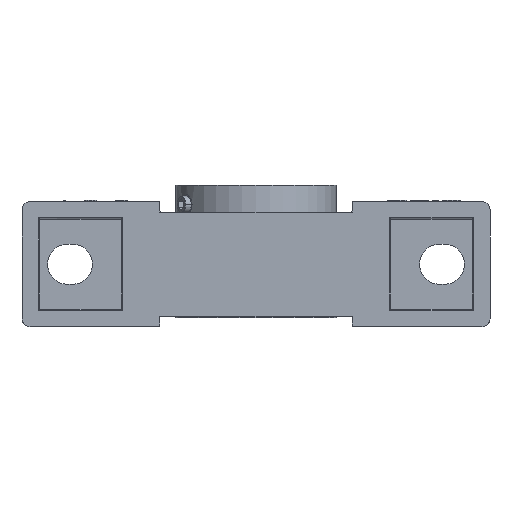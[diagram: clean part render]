
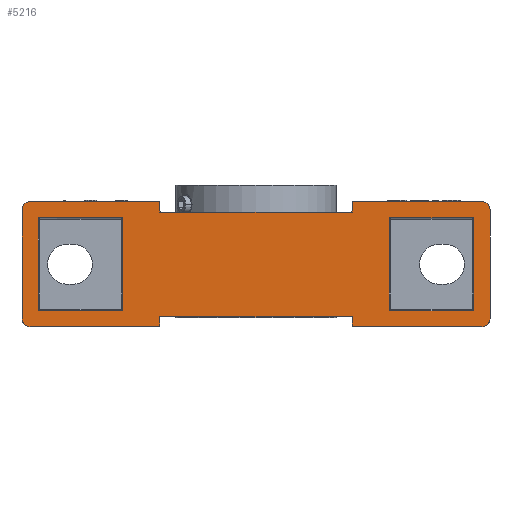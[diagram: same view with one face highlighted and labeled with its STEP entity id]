
A CAD part, front view. The second image highlights one B-rep face of the part: STEP entity #5216.
In plain terms, the highlighted planar face has unit normal (0, -1, 0).
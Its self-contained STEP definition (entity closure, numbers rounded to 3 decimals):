
#2=DIRECTION('',(0.,0.,1.));
#3=VECTOR('',#2,57.);
#4=CARTESIAN_POINT('',(-83.,-87.,-29.));
#5=LINE('',#4,#3);
#6=DIRECTION('',(-1.,0.,0.));
#7=VECTOR('',#6,52.);
#8=CARTESIAN_POINT('',(-84.,-87.,29.));
#9=LINE('',#8,#7);
#10=DIRECTION('',(0.,0.,-1.));
#11=VECTOR('',#10,58.);
#12=CARTESIAN_POINT('',(-136.,-87.,29.));
#13=LINE('',#12,#11);
#14=DIRECTION('',(1.,0.,0.));
#15=VECTOR('',#14,53.);
#16=CARTESIAN_POINT('',(-136.,-87.,-29.));
#17=LINE('',#16,#15);
#18=DIRECTION('',(0.,0.,1.));
#19=VECTOR('',#18,56.);
#20=CARTESIAN_POINT('',(136.,-87.,-28.));
#21=LINE('',#20,#19);
#22=DIRECTION('',(-1.,0.,0.));
#23=VECTOR('',#22,51.);
#24=CARTESIAN_POINT('',(135.,-87.,29.));
#25=LINE('',#24,#23);
#26=DIRECTION('',(0.,0.,-1.));
#27=VECTOR('',#26,56.);
#28=CARTESIAN_POINT('',(83.,-87.,28.));
#29=LINE('',#28,#27);
#30=DIRECTION('',(1.,0.,0.));
#31=VECTOR('',#30,51.);
#32=CARTESIAN_POINT('',(84.,-87.,-29.));
#33=LINE('',#32,#31);
#34=CARTESIAN_POINT('',(141.,-87.,-34.));
#35=DIRECTION('',(0.,-1.,0.));
#36=DIRECTION('',(0.,0.,-1.));
#37=AXIS2_PLACEMENT_3D('',#34,#35,#36);
#39=DIRECTION('',(-1.,0.,0.));
#40=VECTOR('',#39,80.);
#41=CARTESIAN_POINT('',(141.,-87.,-39.));
#42=LINE('',#41,#40);
#43=CARTESIAN_POINT('',(61.,-87.,-38.));
#44=DIRECTION('',(0.,-1.,0.));
#45=DIRECTION('',(-1.,0.,0.));
#46=AXIS2_PLACEMENT_3D('',#43,#44,#45);
#48=DIRECTION('',(1.,0.,0.));
#49=VECTOR('',#48,120.);
#50=CARTESIAN_POINT('',(-60.,-87.,-32.6));
#51=LINE('',#50,#49);
#52=CARTESIAN_POINT('',(-61.,-87.,-38.));
#53=DIRECTION('',(0.,-1.,0.));
#54=DIRECTION('',(0.,0.,-1.));
#55=AXIS2_PLACEMENT_3D('',#52,#53,#54);
#57=DIRECTION('',(-1.,0.,0.));
#58=VECTOR('',#57,80.);
#59=CARTESIAN_POINT('',(-61.,-87.,-39.));
#60=LINE('',#59,#58);
#61=CARTESIAN_POINT('',(-141.,-87.,-34.));
#62=DIRECTION('',(0.,-1.,0.));
#63=DIRECTION('',(-1.,0.,0.));
#64=AXIS2_PLACEMENT_3D('',#61,#62,#63);
#66=DIRECTION('',(0.,0.,1.));
#67=VECTOR('',#66,68.);
#68=CARTESIAN_POINT('',(-146.,-87.,-34.));
#69=LINE('',#68,#67);
#70=CARTESIAN_POINT('',(-141.,-87.,34.));
#71=DIRECTION('',(0.,-1.,0.));
#72=DIRECTION('',(0.,0.,1.));
#73=AXIS2_PLACEMENT_3D('',#70,#71,#72);
#75=DIRECTION('',(1.,0.,0.));
#76=VECTOR('',#75,80.);
#77=CARTESIAN_POINT('',(-141.,-87.,39.));
#78=LINE('',#77,#76);
#79=CARTESIAN_POINT('',(-61.,-87.,38.));
#80=DIRECTION('',(0.,-1.,0.));
#81=DIRECTION('',(1.,0.,0.));
#82=AXIS2_PLACEMENT_3D('',#79,#80,#81);
#84=DIRECTION('',(-1.,0.,0.));
#85=VECTOR('',#84,120.);
#86=CARTESIAN_POINT('',(60.,-87.,32.6));
#87=LINE('',#86,#85);
#88=DIRECTION('',(1.,0.,0.));
#89=VECTOR('',#88,81.);
#90=CARTESIAN_POINT('',(60.,-87.,39.));
#91=LINE('',#90,#89);
#92=CARTESIAN_POINT('',(141.,-87.,34.));
#93=DIRECTION('',(0.,-1.,0.));
#94=DIRECTION('',(1.,0.,0.));
#95=AXIS2_PLACEMENT_3D('',#92,#93,#94);
#97=DIRECTION('',(0.,0.,-1.));
#98=VECTOR('',#97,68.);
#99=CARTESIAN_POINT('',(146.,-87.,34.));
#100=LINE('',#99,#98);
#113=CARTESIAN_POINT('',(-84.,-87.,28.));
#114=DIRECTION('',(0.,1.,0.));
#115=DIRECTION('',(0.,0.,1.));
#116=AXIS2_PLACEMENT_3D('',#113,#114,#115);
#3075=DIRECTION('',(0.,0.,-1.));
#3076=VECTOR('',#3075,6.4);
#3077=CARTESIAN_POINT('',(60.,-87.,39.));
#3078=LINE('',#3077,#3076);
#3270=DIRECTION('',(0.,0.,-1.));
#3271=VECTOR('',#3270,5.4);
#3272=CARTESIAN_POINT('',(60.,-87.,-32.6));
#3273=LINE('',#3272,#3271);
#3484=DIRECTION('',(0.,0.,1.));
#3485=VECTOR('',#3484,5.4);
#3486=CARTESIAN_POINT('',(-60.,-87.,32.6));
#3487=LINE('',#3486,#3485);
#3803=DIRECTION('',(0.,0.,1.));
#3804=VECTOR('',#3803,5.4);
#3805=CARTESIAN_POINT('',(-60.,-87.,-38.));
#3806=LINE('',#3805,#3804);
#3843=CARTESIAN_POINT('',(84.,-87.,-28.));
#3844=DIRECTION('',(0.,1.,0.));
#3845=DIRECTION('',(0.,0.,-1.));
#3846=AXIS2_PLACEMENT_3D('',#3843,#3844,#3845);
#3860=CARTESIAN_POINT('',(84.,-87.,28.));
#3861=DIRECTION('',(0.,1.,0.));
#3862=DIRECTION('',(-1.,0.,0.));
#3863=AXIS2_PLACEMENT_3D('',#3860,#3861,#3862);
#3877=CARTESIAN_POINT('',(135.,-87.,28.));
#3878=DIRECTION('',(0.,1.,0.));
#3879=DIRECTION('',(0.,0.,1.));
#3880=AXIS2_PLACEMENT_3D('',#3877,#3878,#3879);
#3894=CARTESIAN_POINT('',(135.,-87.,-28.));
#3895=DIRECTION('',(0.,1.,0.));
#3896=DIRECTION('',(1.,0.,0.));
#3897=AXIS2_PLACEMENT_3D('',#3894,#3895,#3896);
#3967=CARTESIAN_POINT('',(-60.,-87.,-32.6));
#3968=CARTESIAN_POINT('',(60.,-87.,-32.6));
#3969=VERTEX_POINT('',#3967);
#3970=VERTEX_POINT('',#3968);
#3971=CARTESIAN_POINT('',(60.,-87.,32.6));
#3972=CARTESIAN_POINT('',(-60.,-87.,32.6));
#3973=VERTEX_POINT('',#3971);
#3974=VERTEX_POINT('',#3972);
#3987=CARTESIAN_POINT('',(60.,-87.,39.));
#3988=VERTEX_POINT('',#3987);
#4045=CARTESIAN_POINT('',(-136.,-87.,29.));
#4046=CARTESIAN_POINT('',(-136.,-87.,-29.));
#4047=VERTEX_POINT('',#4045);
#4048=VERTEX_POINT('',#4046);
#4049=CARTESIAN_POINT('',(-83.,-87.,-29.));
#4050=VERTEX_POINT('',#4049);
#4071=CARTESIAN_POINT('',(-61.,-87.,-39.));
#4072=CARTESIAN_POINT('',(-60.,-87.,-38.));
#4073=VERTEX_POINT('',#4071);
#4074=VERTEX_POINT('',#4072);
#4093=CARTESIAN_POINT('',(-60.,-87.,38.));
#4094=CARTESIAN_POINT('',(-61.,-87.,39.));
#4095=VERTEX_POINT('',#4093);
#4096=VERTEX_POINT('',#4094);
#4099=CARTESIAN_POINT('',(60.,-87.,-38.));
#4100=CARTESIAN_POINT('',(61.,-87.,-39.));
#4101=VERTEX_POINT('',#4099);
#4102=VERTEX_POINT('',#4100);
#4145=CARTESIAN_POINT('',(-83.,-87.,28.));
#4147=VERTEX_POINT('',#4145);
#4149=CARTESIAN_POINT('',(-84.,-87.,29.));
#4150=VERTEX_POINT('',#4149);
#4159=CARTESIAN_POINT('',(136.,-87.,28.));
#4161=VERTEX_POINT('',#4159);
#4163=CARTESIAN_POINT('',(135.,-87.,29.));
#4165=VERTEX_POINT('',#4163);
#4167=CARTESIAN_POINT('',(83.,-87.,-28.));
#4169=VERTEX_POINT('',#4167);
#4171=CARTESIAN_POINT('',(84.,-87.,-29.));
#4173=VERTEX_POINT('',#4171);
#4181=CARTESIAN_POINT('',(135.,-87.,-29.));
#4182=VERTEX_POINT('',#4181);
#4183=CARTESIAN_POINT('',(136.,-87.,-28.));
#4185=VERTEX_POINT('',#4183);
#4193=CARTESIAN_POINT('',(84.,-87.,29.));
#4194=VERTEX_POINT('',#4193);
#4195=CARTESIAN_POINT('',(83.,-87.,28.));
#4197=VERTEX_POINT('',#4195);
#4823=CARTESIAN_POINT('',(141.,-87.,-39.));
#4824=CARTESIAN_POINT('',(146.,-87.,-34.));
#4825=VERTEX_POINT('',#4823);
#4826=VERTEX_POINT('',#4824);
#4834=CARTESIAN_POINT('',(146.,-87.,34.));
#4835=CARTESIAN_POINT('',(141.,-87.,39.));
#4836=VERTEX_POINT('',#4834);
#4837=VERTEX_POINT('',#4835);
#4845=CARTESIAN_POINT('',(-146.,-87.,-34.));
#4846=CARTESIAN_POINT('',(-141.,-87.,-39.));
#4847=VERTEX_POINT('',#4845);
#4848=VERTEX_POINT('',#4846);
#4858=CARTESIAN_POINT('',(-146.,-87.,34.));
#4859=VERTEX_POINT('',#4858);
#4860=CARTESIAN_POINT('',(-141.,-87.,39.));
#4861=VERTEX_POINT('',#4860);
#5141=CARTESIAN_POINT('',(0.,-87.,0.));
#5142=DIRECTION('',(0.,1.,0.));
#5143=DIRECTION('',(1.,0.,0.));
#5144=AXIS2_PLACEMENT_3D('',#5141,#5142,#5143);
#5145=PLANE('',#5144);
#5147=ORIENTED_EDGE('',*,*,#5146,.F.);
#5149=ORIENTED_EDGE('',*,*,#5148,.T.);
#5151=ORIENTED_EDGE('',*,*,#5150,.F.);
#5153=ORIENTED_EDGE('',*,*,#5152,.F.);
#5155=ORIENTED_EDGE('',*,*,#5154,.F.);
#5157=ORIENTED_EDGE('',*,*,#5156,.F.);
#5159=ORIENTED_EDGE('',*,*,#5158,.F.);
#5161=ORIENTED_EDGE('',*,*,#5160,.T.);
#5163=ORIENTED_EDGE('',*,*,#5162,.F.);
#5165=ORIENTED_EDGE('',*,*,#5164,.T.);
#5167=ORIENTED_EDGE('',*,*,#5166,.F.);
#5169=ORIENTED_EDGE('',*,*,#5168,.T.);
#5171=ORIENTED_EDGE('',*,*,#5170,.F.);
#5173=ORIENTED_EDGE('',*,*,#5172,.F.);
#5175=ORIENTED_EDGE('',*,*,#5174,.F.);
#5177=ORIENTED_EDGE('',*,*,#5176,.F.);
#5179=ORIENTED_EDGE('',*,*,#5178,.T.);
#5181=ORIENTED_EDGE('',*,*,#5180,.F.);
#5183=ORIENTED_EDGE('',*,*,#5182,.T.);
#5184=EDGE_LOOP('',(#5147,#5149,#5151,#5153,#5155,#5157,#5159,#5161,#5163,#5165,
#5167,#5169,#5171,#5173,#5175,#5177,#5179,#5181,#5183));
#5185=FACE_OUTER_BOUND('',#5184,.F.);
#5187=ORIENTED_EDGE('',*,*,#5186,.T.);
#5189=ORIENTED_EDGE('',*,*,#5188,.F.);
#5191=ORIENTED_EDGE('',*,*,#5190,.T.);
#5193=ORIENTED_EDGE('',*,*,#5192,.F.);
#5195=ORIENTED_EDGE('',*,*,#5194,.T.);
#5197=ORIENTED_EDGE('',*,*,#5196,.F.);
#5199=ORIENTED_EDGE('',*,*,#5198,.T.);
#5201=ORIENTED_EDGE('',*,*,#5200,.F.);
#5202=EDGE_LOOP('',(#5187,#5189,#5191,#5193,#5195,#5197,#5199,#5201));
#5203=FACE_BOUND('',#5202,.F.);
#5205=ORIENTED_EDGE('',*,*,#5204,.T.);
#5207=ORIENTED_EDGE('',*,*,#5206,.F.);
#5209=ORIENTED_EDGE('',*,*,#5208,.T.);
#5211=ORIENTED_EDGE('',*,*,#5210,.T.);
#5213=ORIENTED_EDGE('',*,*,#5212,.T.);
#5214=EDGE_LOOP('',(#5205,#5207,#5209,#5211,#5213));
#5215=FACE_BOUND('',#5214,.F.);
#5216=ADVANCED_FACE('',(#5185,#5203,#5215),#5145,.F.);
#38=CIRCLE('',#37,5.);
#47=CIRCLE('',#46,1.);
#56=CIRCLE('',#55,1.);
#65=CIRCLE('',#64,5.);
#74=CIRCLE('',#73,5.);
#83=CIRCLE('',#82,1.);
#96=CIRCLE('',#95,5.);
#117=CIRCLE('',#116,1.);
#3847=CIRCLE('',#3846,1.);
#3864=CIRCLE('',#3863,1.);
#3881=CIRCLE('',#3880,1.);
#3898=CIRCLE('',#3897,1.);
#5146=EDGE_CURVE('',#4825,#4826,#38,.T.);
#5148=EDGE_CURVE('',#4825,#4102,#42,.T.);
#5150=EDGE_CURVE('',#4101,#4102,#47,.T.);
#5152=EDGE_CURVE('',#3970,#4101,#3273,.T.);
#5154=EDGE_CURVE('',#3969,#3970,#51,.T.);
#5156=EDGE_CURVE('',#4074,#3969,#3806,.T.);
#5158=EDGE_CURVE('',#4073,#4074,#56,.T.);
#5160=EDGE_CURVE('',#4073,#4848,#60,.T.);
#5162=EDGE_CURVE('',#4847,#4848,#65,.T.);
#5164=EDGE_CURVE('',#4847,#4859,#69,.T.);
#5166=EDGE_CURVE('',#4861,#4859,#74,.T.);
#5168=EDGE_CURVE('',#4861,#4096,#78,.T.);
#5170=EDGE_CURVE('',#4095,#4096,#83,.T.);
#5172=EDGE_CURVE('',#3974,#4095,#3487,.T.);
#5174=EDGE_CURVE('',#3973,#3974,#87,.T.);
#5176=EDGE_CURVE('',#3988,#3973,#3078,.T.);
#5178=EDGE_CURVE('',#3988,#4837,#91,.T.);
#5180=EDGE_CURVE('',#4836,#4837,#96,.T.);
#5182=EDGE_CURVE('',#4836,#4826,#100,.T.);
#5186=EDGE_CURVE('',#4185,#4161,#21,.T.);
#5188=EDGE_CURVE('',#4165,#4161,#3881,.T.);
#5190=EDGE_CURVE('',#4165,#4194,#25,.T.);
#5192=EDGE_CURVE('',#4197,#4194,#3864,.T.);
#5194=EDGE_CURVE('',#4197,#4169,#29,.T.);
#5196=EDGE_CURVE('',#4173,#4169,#3847,.T.);
#5198=EDGE_CURVE('',#4173,#4182,#33,.T.);
#5200=EDGE_CURVE('',#4185,#4182,#3898,.T.);
#5204=EDGE_CURVE('',#4050,#4147,#5,.T.);
#5206=EDGE_CURVE('',#4150,#4147,#117,.T.);
#5208=EDGE_CURVE('',#4150,#4047,#9,.T.);
#5210=EDGE_CURVE('',#4047,#4048,#13,.T.);
#5212=EDGE_CURVE('',#4048,#4050,#17,.T.);
